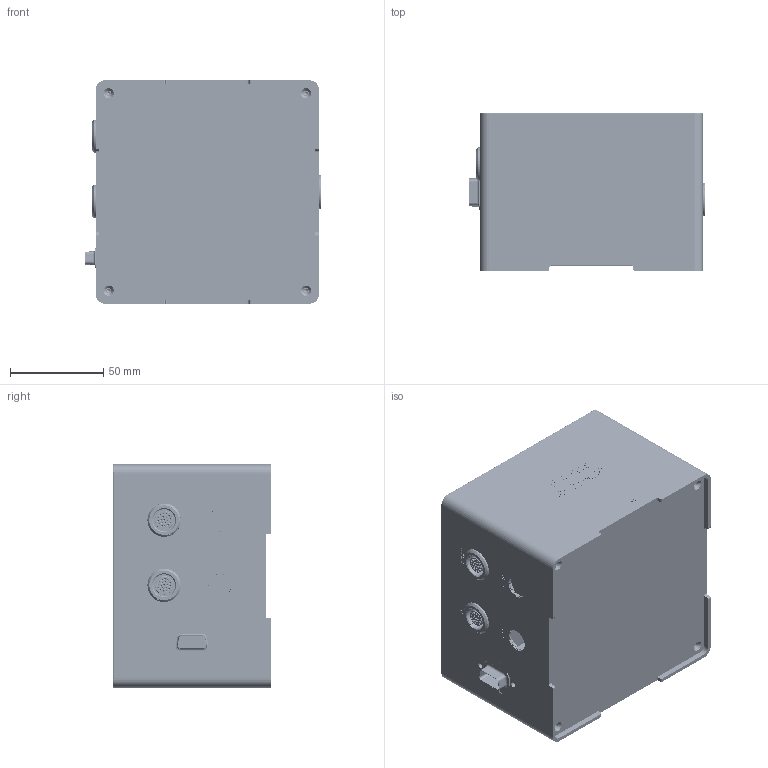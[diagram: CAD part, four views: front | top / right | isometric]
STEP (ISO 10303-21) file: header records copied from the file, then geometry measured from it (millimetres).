
FILE_DESCRIPTION (( 'STEP AP203' ), '1' );
FILE_NAME ('528253.STEP', '2025-08-04T02:14:46', ( 'Windows User' ), ( 'P R C' ), 'SwSTEP 2.0', 'SolidWorks 2020', '' );
FILE_SCHEMA (( 'CONFIG_CONTROL_DESIGN' ));
Products named in the file (1): 528253
Bounding box: 138.51 x 85 x 120 mm (x, y, z)
Surface area: 166038.2 mm2 (no closed solid volume)
Topology: 0 solids, 56 shells, 3433 faces, 9194 edges, 6068 vertices
Faces by surface type: plane 1624, cylinder 855, bspline 680, cone 240, sphere 34
Full cylindrical faces by diameter (mm): 0.7 x76, 0.8 x114, 1 x38, 1.1 x38, 1.2 x76, 1.3 x76, 2.05 x4, 2.5 x8, 2.9 x4, 3 x6, 3.4 x4, 8.8 x2, 8.9 x4, 9 x2, 10 x4, 11.8 x4, 12 x1, 12.3 x4, 12.9 x2, 13.5 x2, 14 x1, 15.1 x2, 15.2 x2, 16 x3, 16.1 x1, 17.9 x2, 18 x1, 19.5 x2
Entity records: 176823 total; most frequent: CARTESIAN_POINT 101580, ORIENTED_EDGE 15869, DIRECTION 13214, EDGE_CURVE 7937, VERTEX_POINT 5581, EDGE_LOOP 4598, AXIS2_PLACEMENT_3D 4447, LINE 4320
